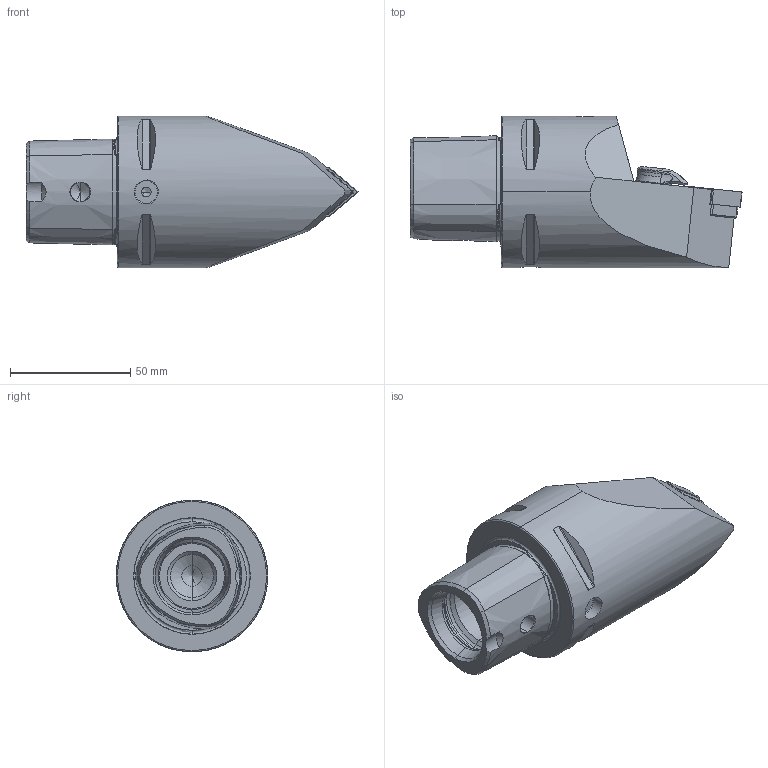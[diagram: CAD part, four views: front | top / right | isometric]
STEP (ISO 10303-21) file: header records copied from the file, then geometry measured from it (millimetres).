
FILE_DESCRIPTION (( 'STEP AP203' ), '1' );
FILE_NAME ('PS6.PCE.NMA.100-HP.STEP', '2024-08-22T13:14:35', ( '' ), ( '' ), 'SwSTEP 2.0', 'SolidWorks 2022', '' );
FILE_SCHEMA (( 'CONFIG_CONTROL_DESIGN' ));
Length unit declared in the file: millimetre
Products named in the file (14): CHP-PCX.000.022_Düse; DIN 3771 - 6.5x1.5; PS6-PCE.NMA.100-HP_B; DIN 7991 - M5x18; WCE-ER3.101.000_A; CHP-PCX.000.022_B; WCE-ER2.101.004_A; CNMG160604; DIN 3771 - 13x1; WCE-ER1.101.000; CHP-ER1.008.014_A; PS6.PCE.NMA.100-HP; ISO 8752 2x8; WCE-ER4.101.020_A
Assembly tree (13 placements, depth 3):
  PS6.PCE.NMA.100-HP
    PS6-PCE.NMA.100-HP_B
    CHP-PCX.000.022_Düse
      CHP-PCX.000.022_B
      DIN 3771 - 13x1
      DIN 3771 - 6.5x1.5
      DIN 7991 - M5x18
    CHP-ER1.008.014_A
    WCE-ER2.101.004_A
    WCE-ER4.101.020_A
    WCE-ER3.101.000_A
    WCE-ER1.101.000
    ISO 8752 2x8
    CNMG160604
Bounding box: 138 x 63 x 63 mm (x, y, z)
Volume: 225058.5 mm3; surface area: 39205 mm2
Topology: 12 solids, 12 shells, 545 faces, 1324 edges, 794 vertices
Faces by surface type: plane 147, cylinder 145, cone 137, torus 66, bspline 50
Entity records: 20838 total; most frequent: CARTESIAN_POINT 7253, ORIENTED_EDGE 2600, DIRECTION 2460, EDGE_CURVE 1300, AXIS2_PLACEMENT_3D 979, VERTEX_POINT 794, EDGE_LOOP 582, ADVANCED_FACE 545
